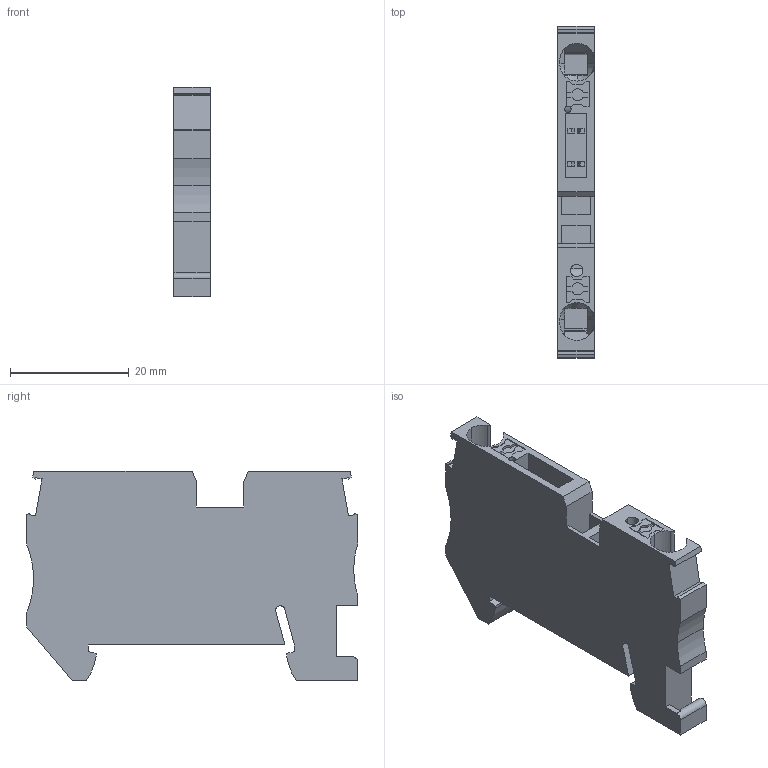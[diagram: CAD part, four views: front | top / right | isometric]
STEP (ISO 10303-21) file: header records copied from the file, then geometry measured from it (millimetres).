
FILE_DESCRIPTION(('STEP AP214'),'1');
FILE_NAME('cctmp_EB320F24-7314-4214-96F7-A0D11E675CFA_2023_07_24_09_06_00_0247..stp','2023-07-24T07:06:00',('SIEMENS A&D'),('CADClick - www.CADClick.com'),'Spatial InterOp 3D postprocessed',' ','unknown authorization');
FILE_SCHEMA(('AUTOMOTIVE_DESIGN'));
Length unit declared in the file: millimetre
Products named in the file (1): 2023_07_24_09_06_00_0244
Bounding box: 6.15 x 55.9 x 35.25 mm (x, y, z)
Volume: 8404 mm3; surface area: 5857.2 mm2
Topology: 1 solids, 1 shells, 205 faces, 578 edges, 383 vertices
Faces by surface type: plane 162, cylinder 35, cone 4, torus 4
Entity records: 8965 total; most frequent: CARTESIAN_POINT 2970, ORIENTED_EDGE 1156, DIRECTION 1048, EDGE_CURVE 578, LINE 478, VECTOR 478, VERTEX_POINT 383, AXIS2_PLACEMENT_3D 285
